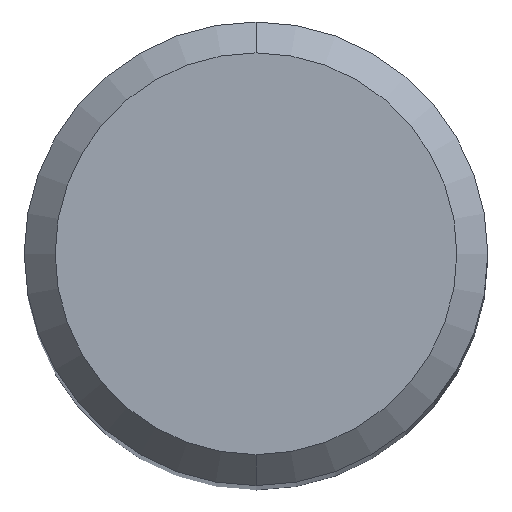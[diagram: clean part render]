
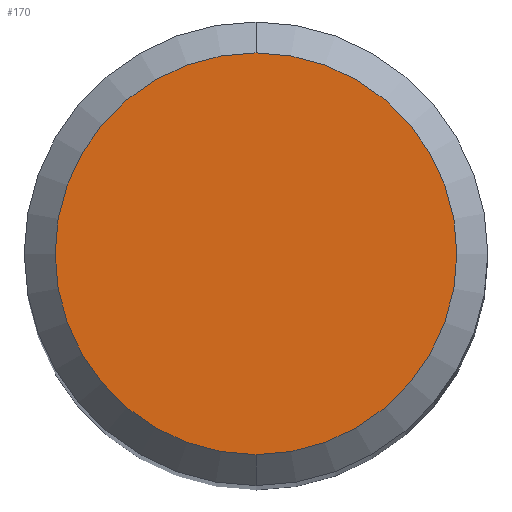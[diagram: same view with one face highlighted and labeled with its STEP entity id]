
A CAD part, top view. The second image highlights one B-rep face of the part: STEP entity #170.
In plain terms, the highlighted planar face has unit normal (0, 0, 1).
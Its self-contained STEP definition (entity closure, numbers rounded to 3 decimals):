
#170=ADVANCED_FACE('',(#463),#464,.T.);
#210=EDGE_CURVE('',#406,#266,#509,.T.);
#266=VERTEX_POINT('',#568);
#400=EDGE_CURVE('',#266,#406,#717,.T.);
#406=VERTEX_POINT('',#724);
#463=FACE_OUTER_BOUND('',#777,.T.);
#464=PLANE('',#778);
#509=CIRCLE('',#879,2.6);
#568=CARTESIAN_POINT('',(0.0,2.6,0.0));
#717=CIRCLE('',#1303,2.6);
#724=CARTESIAN_POINT('',(0.,-2.6,0.0));
#777=EDGE_LOOP('',(#1387,#1388));
#778=AXIS2_PLACEMENT_3D('',#1389,#1390,#1391);
#879=AXIS2_PLACEMENT_3D('',#1446,#1447,#1448);
#1303=AXIS2_PLACEMENT_3D('',#1657,#1658,#1659);
#1387=ORIENTED_EDGE('',*,*,#400,.F.);
#1388=ORIENTED_EDGE('',*,*,#210,.F.);
#1389=CARTESIAN_POINT('',(0.0,1.3,0.0));
#1390=DIRECTION('',(-0.0,0.0,1.0));
#1391=DIRECTION('',(0.0,-1.0,0.0));
#1446=CARTESIAN_POINT('',(0.0,0.0,0.0));
#1447=DIRECTION('',(0.0,0.0,-1.0));
#1448=DIRECTION('',(0.0,1.0,0.0));
#1657=CARTESIAN_POINT('',(0.0,0.0,0.0));
#1658=DIRECTION('',(0.0,0.0,-1.0));
#1659=DIRECTION('',(0.0,1.0,0.0));
